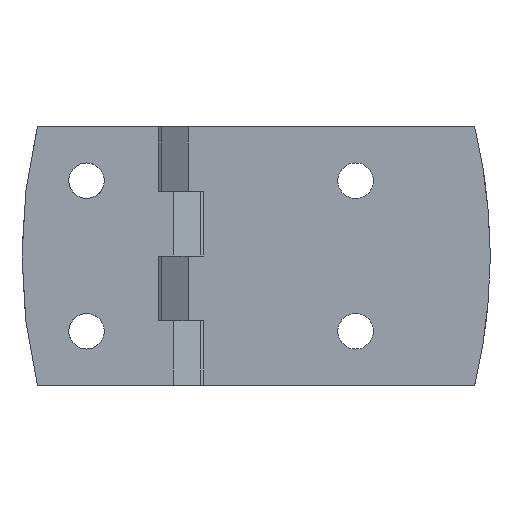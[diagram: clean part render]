
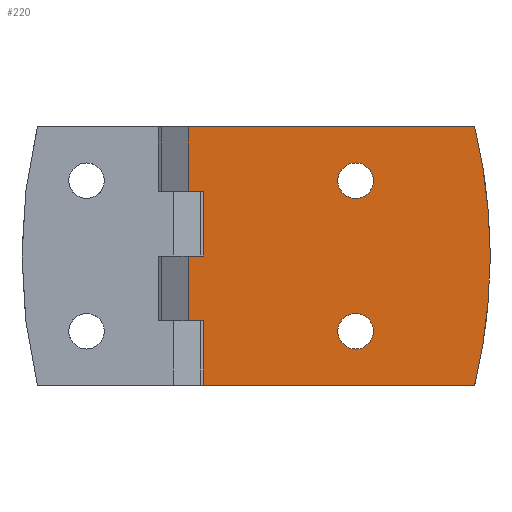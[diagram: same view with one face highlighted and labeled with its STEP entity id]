
A CAD part, front view. The second image highlights one B-rep face of the part: STEP entity #220.
In plain terms, the highlighted planar face has unit normal (0, -1, 0).
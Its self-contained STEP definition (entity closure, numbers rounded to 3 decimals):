
#220 = ADVANCED_FACE( '', ( #429, #430, #431 ), #432, .F. );
#429 = FACE_BOUND( '', #625, .T. );
#430 = FACE_BOUND( '', #626, .T. );
#431 = FACE_OUTER_BOUND( '', #627, .T. );
#432 = PLANE( '', #628 );
#625 = EDGE_LOOP( '', ( #1012 ) );
#626 = EDGE_LOOP( '', ( #1013 ) );
#627 = EDGE_LOOP( '', ( #1014, #1015, #1016, #1017, #1018, #1019, #1020, #1021, #1022, #1023, #1024, #1025 ) );
#628 = AXIS2_PLACEMENT_3D( '', #1026, #1027, #1028 );
#1012 = ORIENTED_EDGE( '', *, *, #1097, .T. );
#1013 = ORIENTED_EDGE( '', *, *, #1246, .T. );
#1014 = ORIENTED_EDGE( '', *, *, #1171, .T. );
#1015 = ORIENTED_EDGE( '', *, *, #1166, .T. );
#1016 = ORIENTED_EDGE( '', *, *, #1230, .T. );
#1017 = ORIENTED_EDGE( '', *, *, #1249, .T. );
#1018 = ORIENTED_EDGE( '', *, *, #1250, .F. );
#1019 = ORIENTED_EDGE( '', *, *, #1227, .T. );
#1020 = ORIENTED_EDGE( '', *, *, #1142, .F. );
#1021 = ORIENTED_EDGE( '', *, *, #1136, .T. );
#1022 = ORIENTED_EDGE( '', *, *, #1251, .T. );
#1023 = ORIENTED_EDGE( '', *, *, #1148, .F. );
#1024 = ORIENTED_EDGE( '', *, *, #1174, .F. );
#1025 = ORIENTED_EDGE( '', *, *, #1181, .T. );
#1026 = CARTESIAN_POINT( '', ( 1.4, -9., 24. ) );
#1027 = DIRECTION( '', ( 0., 1., 0. ) );
#1028 = DIRECTION( '', ( 0., 0., 1. ) );
#1097 = EDGE_CURVE( '', #1265, #1265, #1266, .T. );
#1136 = EDGE_CURVE( '', #1340, #1338, #1341, .T. );
#1142 = EDGE_CURVE( '', #1340, #1346, #1349, .T. );
#1148 = EDGE_CURVE( '', #1357, #1358, #1359, .T. );
#1166 = EDGE_CURVE( '', #1380, #1385, #1387, .T. );
#1171 = EDGE_CURVE( '', #1391, #1380, #1394, .T. );
#1174 = EDGE_CURVE( '', #1398, #1357, #1399, .T. );
#1181 = EDGE_CURVE( '', #1398, #1391, #1408, .T. );
#1227 = EDGE_CURVE( '', #1472, #1346, #1473, .F. );
#1230 = EDGE_CURVE( '', #1385, #1476, #1477, .T. );
#1246 = EDGE_CURVE( '', #1495, #1495, #1496, .T. );
#1249 = EDGE_CURVE( '', #1476, #1499, #1500, .F. );
#1250 = EDGE_CURVE( '', #1472, #1499, #1501, .T. );
#1251 = EDGE_CURVE( '', #1338, #1358, #1502, .T. );
#1265 = VERTEX_POINT( '', #1516 );
#1266 = CIRCLE( '', #1517, 3.3 );
#1338 = VERTEX_POINT( '', #1906 );
#1340 = VERTEX_POINT( '', #1909 );
#1341 = LINE( '', #1910, #1911 );
#1346 = VERTEX_POINT( '', #1917 );
#1349 = LINE( '', #1921, #1922 );
#1357 = VERTEX_POINT( '', #1931 );
#1358 = VERTEX_POINT( '', #1932 );
#1359 = LINE( '', #1933, #1934 );
#1380 = VERTEX_POINT( '', #1958 );
#1385 = VERTEX_POINT( '', #1965 );
#1387 = LINE( '', #1968, #1969 );
#1391 = VERTEX_POINT( '', #1973 );
#1394 = LINE( '', #1977, #1978 );
#1398 = VERTEX_POINT( '', #1982 );
#1399 = LINE( '', #1983, #1984 );
#1408 = LINE( '', #1994, #1995 );
#1472 = VERTEX_POINT( '', #2073 );
#1473 = CIRCLE( '', #2074, 101.62 );
#1476 = VERTEX_POINT( '', #2078 );
#1477 = LINE( '', #2079, #2080 );
#1495 = VERTEX_POINT( '', #2104 );
#1496 = CIRCLE( '', #2105, 3.3 );
#1499 = VERTEX_POINT( '', #2108 );
#1500 = CIRCLE( '', #2109, 101.62 );
#1501 = LINE( '', #2110, #2111 );
#1502 = LINE( '', #2112, #2113 );
#1516 = CARTESIAN_POINT( '', ( 32.5, -9., -10.7 ) );
#1517 = AXIS2_PLACEMENT_3D( '', #2128, #2129, #2130 );
#1906 = CARTESIAN_POINT( '', ( 1.4, -9., 12. ) );
#1909 = CARTESIAN_POINT( '', ( 1.4, -9., 24. ) );
#1910 = CARTESIAN_POINT( '', ( 1.4, -9., 24. ) );
#1911 = VECTOR( '', #2178, 1000. );
#1917 = CARTESIAN_POINT( '', ( 54.625, -9., 24. ) );
#1921 = CARTESIAN_POINT( '', ( 1.4, -9., 24. ) );
#1922 = VECTOR( '', #2187, 1000. );
#1931 = CARTESIAN_POINT( '', ( 4.2, -9., 0. ) );
#1932 = CARTESIAN_POINT( '', ( 4.2, -9., 12. ) );
#1933 = CARTESIAN_POINT( '', ( 4.2, -9., 24. ) );
#1934 = VECTOR( '', #2195, 1000. );
#1958 = CARTESIAN_POINT( '', ( 4.2, -9., -12. ) );
#1965 = CARTESIAN_POINT( '', ( 4.2, -9., -24. ) );
#1968 = CARTESIAN_POINT( '', ( 4.2, -9., 24. ) );
#1969 = VECTOR( '', #2220, 1000. );
#1973 = CARTESIAN_POINT( '', ( 1.4, -9., -12. ) );
#1977 = CARTESIAN_POINT( '', ( 1.4, -9., -12. ) );
#1978 = VECTOR( '', #2228, 1000. );
#1982 = CARTESIAN_POINT( '', ( 1.4, -9., 0. ) );
#1983 = CARTESIAN_POINT( '', ( 1.4, -9., 0. ) );
#1984 = VECTOR( '', #2232, 1000. );
#1994 = CARTESIAN_POINT( '', ( 1.4, -9., 24. ) );
#1995 = VECTOR( '', #2240, 1000. );
#2073 = CARTESIAN_POINT( '', ( 57.49, -9., 1.426 ) );
#2074 = AXIS2_PLACEMENT_3D( '', #2303, #2304, #2305 );
#2078 = CARTESIAN_POINT( '', ( 54.625, -9., -24. ) );
#2079 = CARTESIAN_POINT( '', ( 1.4, -9., -24. ) );
#2080 = VECTOR( '', #2307, 1000. );
#2104 = CARTESIAN_POINT( '', ( 32.5, -9., 17.3 ) );
#2105 = AXIS2_PLACEMENT_3D( '', #2320, #2321, #2322 );
#2108 = CARTESIAN_POINT( '', ( 57.49, -9., -1.426 ) );
#2109 = AXIS2_PLACEMENT_3D( '', #2323, #2324, #2325 );
#2110 = CARTESIAN_POINT( '', ( 57.49, -9., 24. ) );
#2111 = VECTOR( '', #2326, 1000. );
#2112 = CARTESIAN_POINT( '', ( 1.4, -9., 12. ) );
#2113 = VECTOR( '', #2327, 1000. );
#2128 = CARTESIAN_POINT( '', ( 32.5, -9., -14. ) );
#2129 = DIRECTION( '', ( 0., 1., 0. ) );
#2130 = DIRECTION( '', ( 0., 0., 1. ) );
#2178 = DIRECTION( '', ( 0., 0., -1. ) );
#2187 = DIRECTION( '', ( 1., 0., 0. ) );
#2195 = DIRECTION( '', ( 0., 0., 1. ) );
#2220 = DIRECTION( '', ( 0., 0., -1. ) );
#2228 = DIRECTION( '', ( 1., 0., 0. ) );
#2232 = DIRECTION( '', ( 1., 0., 0. ) );
#2240 = DIRECTION( '', ( 0., 0., -1. ) );
#2303 = CARTESIAN_POINT( '', ( -44.12, -9., 0. ) );
#2304 = DIRECTION( '', ( 0., 1., 0. ) );
#2305 = DIRECTION( '', ( 0., 0., 1. ) );
#2307 = DIRECTION( '', ( 1., 0., 0. ) );
#2320 = CARTESIAN_POINT( '', ( 32.5, -9., 14. ) );
#2321 = DIRECTION( '', ( 0., 1., 0. ) );
#2322 = DIRECTION( '', ( 0., 0., 1. ) );
#2323 = CARTESIAN_POINT( '', ( -44.12, -9., 0. ) );
#2324 = DIRECTION( '', ( 0., 1., 0. ) );
#2325 = DIRECTION( '', ( 0., 0., 1. ) );
#2326 = DIRECTION( '', ( 0., 0., -1. ) );
#2327 = DIRECTION( '', ( 1., 0., 0. ) );
